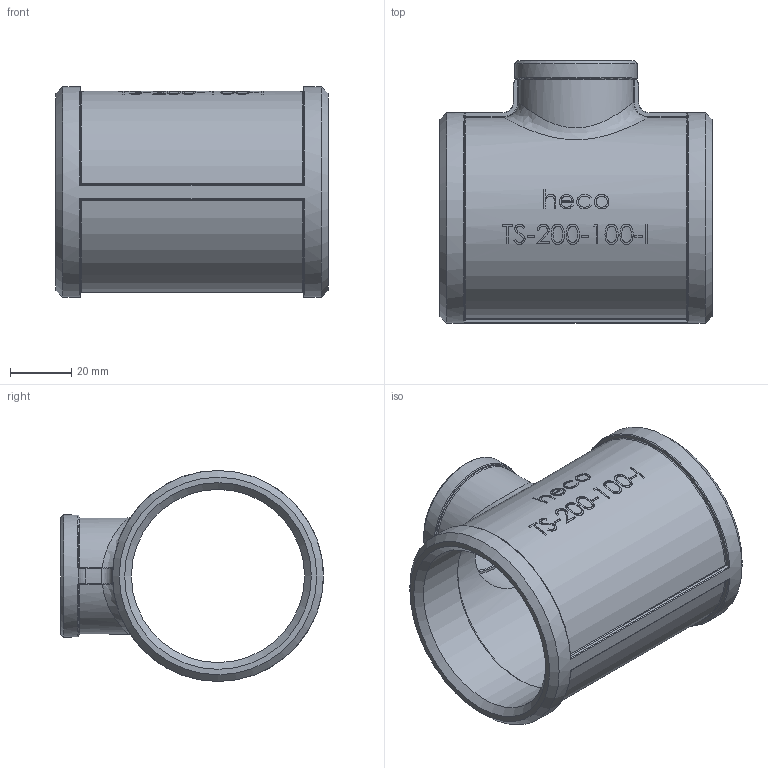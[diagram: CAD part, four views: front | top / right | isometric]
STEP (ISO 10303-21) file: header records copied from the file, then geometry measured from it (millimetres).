
FILE_DESCRIPTION (( 'STEP AP214' ), '1' );
FILE_NAME ('heco_TS-200-100-I.STEP', '2016-06-28T09:40:49', ( '' ), ( '' ), 'SwSTEP 2.0', 'SolidWorks 2011', '' );
FILE_SCHEMA (( 'AUTOMOTIVE_DESIGN' ));
Length unit declared in the file: millimetre
Products named in the file (1): heco_TS-200-100-I
Bounding box: 89 x 86 x 69 mm (x, y, z)
Volume: 71884.7 mm3; surface area: 41074.4 mm2
Topology: 1 solids, 1 shells, 280 faces, 693 edges, 436 vertices
Faces by surface type: bspline 125, plane 61, cylinder 59, torus 14, sphere 12, cone 9
Full cylindrical faces by diameter (mm): 30.291 x1, 32.6 x1, 40 x1, 56.656 x2, 60.6 x1, 69 x1
Entity records: 32721 total; most frequent: CARTESIAN_POINT 25915, ORIENTED_EDGE 1332, DIRECTION 708, EDGE_CURVE 666, VERTEX_POINT 430, B_SPLINE_CURVE_WITH_KNOTS 399, EDGE_LOOP 326, FACE_OUTER_BOUND 287
